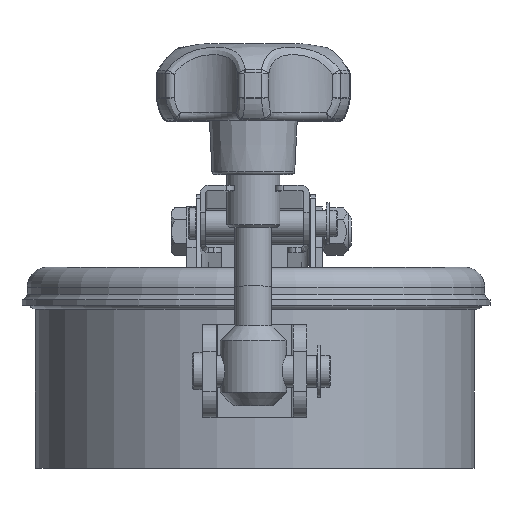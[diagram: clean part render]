
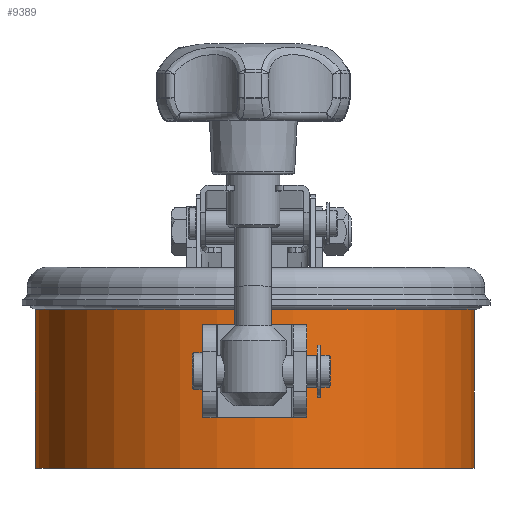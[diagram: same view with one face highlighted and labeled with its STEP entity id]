
A CAD part, left-side view. The second image highlights one B-rep face of the part: STEP entity #9389.
In plain terms, the highlighted cylindrical face has radius 82.5 mm (diameter 165 mm), a partial arc.
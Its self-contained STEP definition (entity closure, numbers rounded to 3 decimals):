
#9389 = ADVANCED_FACE( '', ( #19144 ), #19145, .T. );
#19144 = FACE_OUTER_BOUND( '', #38510, .T. );
#19145 = CYLINDRICAL_SURFACE( '', #38511, 82.5 );
#38510 = EDGE_LOOP( '', ( #62832, #62833, #62834, #62835 ) );
#38511 = AXIS2_PLACEMENT_3D( '', #62836, #62837, #62838 );
#62832 = ORIENTED_EDGE( '', *, *, #71594, .F. );
#62833 = ORIENTED_EDGE( '', *, *, #75840, .F. );
#62834 = ORIENTED_EDGE( '', *, *, #74018, .T. );
#62835 = ORIENTED_EDGE( '', *, *, #73707, .T. );
#62836 = CARTESIAN_POINT( '', ( -67.5, 0., 0. ) );
#62837 = DIRECTION( '', ( 0., 0., -1. ) );
#62838 = DIRECTION( '', ( 1., 0., 0. ) );
#71594 = EDGE_CURVE( '', #83522, #83524, #83525, .F. );
#73707 = EDGE_CURVE( '', #86122, #83524, #86123, .T. );
#74018 = EDGE_CURVE( '', #86478, #86122, #86479, .F. );
#75840 = EDGE_CURVE( '', #86478, #83522, #88445, .T. );
#83522 = VERTEX_POINT( '', #105078 );
#83524 = VERTEX_POINT( '', #105081 );
#83525 = LINE( '', #105082, #105083 );
#86122 = VERTEX_POINT( '', #110963 );
#86123 = CIRCLE( '', #110964, 82.5 );
#86478 = VERTEX_POINT( '', #111842 );
#86479 = LINE( '', #111843, #111844 );
#88445 = CIRCLE( '', #115664, 82.5 );
#105078 = CARTESIAN_POINT( '', ( -67.5, -82.5, 60. ) );
#105081 = CARTESIAN_POINT( '', ( -67.5, -82.5, 0. ) );
#105082 = CARTESIAN_POINT( '', ( -67.5, -82.5, 0. ) );
#105083 = VECTOR( '', #120740, 1000. );
#110963 = CARTESIAN_POINT( '', ( -67.5, 82.5, 0. ) );
#110964 = AXIS2_PLACEMENT_3D( '', #122544, #122545, #122546 );
#111842 = CARTESIAN_POINT( '', ( -67.5, 82.5, 60. ) );
#111843 = CARTESIAN_POINT( '', ( -67.5, 82.5, 0. ) );
#111844 = VECTOR( '', #122755, 1000. );
#115664 = AXIS2_PLACEMENT_3D( '', #123977, #123978, #123979 );
#120740 = DIRECTION( '', ( 0., 0., 1. ) );
#122544 = CARTESIAN_POINT( '', ( -67.5, 0., 0. ) );
#122545 = DIRECTION( '', ( 0., 0., 1. ) );
#122546 = DIRECTION( '', ( 0., 1., 0. ) );
#122755 = DIRECTION( '', ( 0., 0., 1. ) );
#123977 = CARTESIAN_POINT( '', ( -67.5, 0., 60. ) );
#123978 = DIRECTION( '', ( 0., 0., 1. ) );
#123979 = DIRECTION( '', ( 0., 1., 0. ) );
